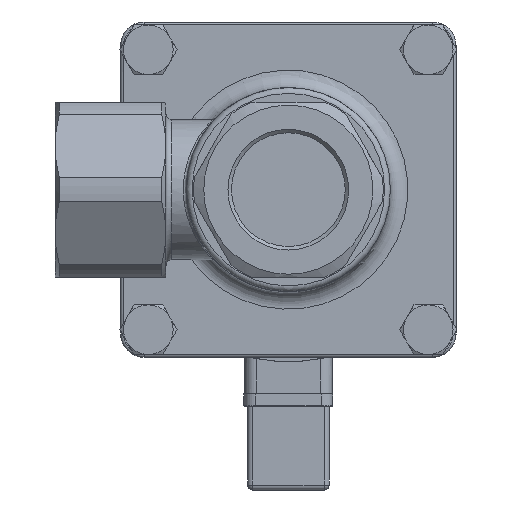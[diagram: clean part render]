
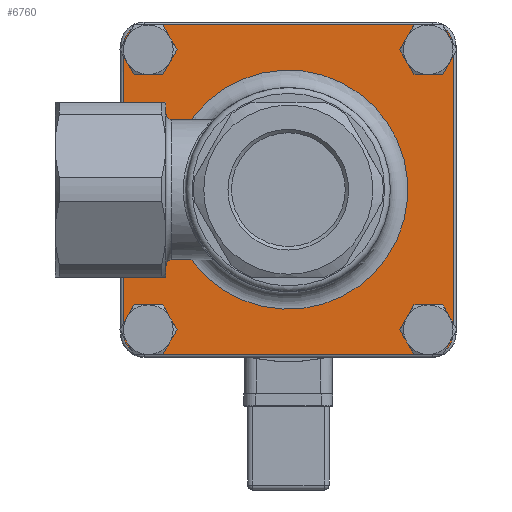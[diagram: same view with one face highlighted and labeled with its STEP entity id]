
A CAD part, left-side view. The second image highlights one B-rep face of the part: STEP entity #6760.
In plain terms, the highlighted planar face has unit normal (-1, 0, 0).
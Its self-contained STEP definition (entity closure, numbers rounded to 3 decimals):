
#135=(
BOUNDED_CURVE()
B_SPLINE_CURVE(2,(#10889,#10890,#10891),.UNSPECIFIED.,.F.,.F.)
B_SPLINE_CURVE_WITH_KNOTS((3,3),(9.468,9.903),
 .UNSPECIFIED.)
CURVE()
GEOMETRIC_REPRESENTATION_ITEM()
RATIONAL_B_SPLINE_CURVE((1.664,1.605,1.54))
REPRESENTATION_ITEM('')
);
#136=(
BOUNDED_CURVE()
B_SPLINE_CURVE(2,(#10893,#10894,#10895),.UNSPECIFIED.,.F.,.F.)
B_SPLINE_CURVE_WITH_KNOTS((3,3),(0.,0.328),.UNSPECIFIED.)
CURVE()
GEOMETRIC_REPRESENTATION_ITEM()
RATIONAL_B_SPLINE_CURVE((1.,1.001,1.))
REPRESENTATION_ITEM('')
);
#137=(
BOUNDED_CURVE()
B_SPLINE_CURVE(2,(#10919,#10920,#10921),.UNSPECIFIED.,.F.,.F.)
B_SPLINE_CURVE_WITH_KNOTS((3,3),(0.,0.328),.UNSPECIFIED.)
CURVE()
GEOMETRIC_REPRESENTATION_ITEM()
RATIONAL_B_SPLINE_CURVE((1.,1.001,1.))
REPRESENTATION_ITEM('')
);
#138=(
BOUNDED_CURVE()
B_SPLINE_CURVE(2,(#10922,#10923,#10924),.UNSPECIFIED.,.F.,.F.)
B_SPLINE_CURVE_WITH_KNOTS((3,3),(1.521,1.955),
 .UNSPECIFIED.)
CURVE()
GEOMETRIC_REPRESENTATION_ITEM()
RATIONAL_B_SPLINE_CURVE((1.54,1.605,1.664))
REPRESENTATION_ITEM('')
);
#441=FACE_BOUND('',#996,.T.);
#442=FACE_BOUND('',#997,.T.);
#443=FACE_BOUND('',#998,.T.);
#444=FACE_BOUND('',#999,.T.);
#570=FACE_OUTER_BOUND('',#995,.T.);
#995=EDGE_LOOP('',(#4592,#4593,#4594,#4595,#4596,#4597,#4598,#4599,#4600,
#4601,#4602,#4603,#4604,#4605,#4606,#4607,#4608,#4609,#4610,#4611));
#996=EDGE_LOOP('',(#4612));
#997=EDGE_LOOP('',(#4613));
#998=EDGE_LOOP('',(#4614));
#999=EDGE_LOOP('',(#4615));
#1403=LINE('',#10492,#1837);
#1406=LINE('',#10522,#1840);
#1408=LINE('',#10528,#1842);
#1410=LINE('',#10567,#1844);
#1424=LINE('',#10897,#1858);
#1425=LINE('',#10899,#1859);
#1426=LINE('',#10903,#1860);
#1427=LINE('',#10907,#1861);
#1428=LINE('',#10911,#1862);
#1429=LINE('',#10915,#1863);
#1430=LINE('',#10917,#1864);
#1837=VECTOR('',#8297,10.);
#1840=VECTOR('',#8308,10.);
#1842=VECTOR('',#8314,10.);
#1844=VECTOR('',#8320,10.);
#1858=VECTOR('',#8428,10.);
#1859=VECTOR('',#8429,10.);
#1860=VECTOR('',#8432,10.);
#1861=VECTOR('',#8435,10.);
#1862=VECTOR('',#8438,10.);
#1863=VECTOR('',#8441,10.);
#1864=VECTOR('',#8442,10.);
#2330=CIRCLE('',#7325,41.);
#2331=CIRCLE('',#7326,7.);
#2332=CIRCLE('',#7327,7.);
#2333=CIRCLE('',#7328,7.);
#2334=CIRCLE('',#7329,7.);
#2335=CIRCLE('',#7330,7.8);
#2336=CIRCLE('',#7331,7.8);
#2337=CIRCLE('',#7332,7.8);
#2338=CIRCLE('',#7333,7.8);
#2669=VERTEX_POINT('',#10369);
#2673=VERTEX_POINT('',#10461);
#2675=VERTEX_POINT('',#10491);
#2678=VERTEX_POINT('',#10511);
#2680=VERTEX_POINT('',#10526);
#2684=VERTEX_POINT('',#10566);
#2722=VERTEX_POINT('',#10888);
#2723=VERTEX_POINT('',#10892);
#2724=VERTEX_POINT('',#10896);
#2725=VERTEX_POINT('',#10898);
#2726=VERTEX_POINT('',#10900);
#2727=VERTEX_POINT('',#10902);
#2728=VERTEX_POINT('',#10904);
#2729=VERTEX_POINT('',#10906);
#2730=VERTEX_POINT('',#10908);
#2731=VERTEX_POINT('',#10910);
#2732=VERTEX_POINT('',#10912);
#2733=VERTEX_POINT('',#10914);
#2734=VERTEX_POINT('',#10916);
#2735=VERTEX_POINT('',#10918);
#2736=VERTEX_POINT('',#10925);
#2737=VERTEX_POINT('',#10927);
#2738=VERTEX_POINT('',#10929);
#2739=VERTEX_POINT('',#10931);
#3351=EDGE_CURVE('',#2673,#2675,#1403,.T.);
#3358=EDGE_CURVE('',#2678,#2669,#1406,.T.);
#3361=EDGE_CURVE('',#2680,#2673,#1408,.T.);
#3366=EDGE_CURVE('',#2669,#2684,#1410,.T.);
#3419=EDGE_CURVE('',#2684,#2680,#2330,.T.);
#3420=EDGE_CURVE('',#2678,#2722,#135,.T.);
#3421=EDGE_CURVE('',#2722,#2723,#136,.T.);
#3422=EDGE_CURVE('',#2724,#2723,#1424,.T.);
#3423=EDGE_CURVE('',#2725,#2724,#1425,.T.);
#3424=EDGE_CURVE('',#2726,#2725,#2331,.T.);
#3425=EDGE_CURVE('',#2727,#2726,#1426,.T.);
#3426=EDGE_CURVE('',#2728,#2727,#2332,.T.);
#3427=EDGE_CURVE('',#2729,#2728,#1427,.T.);
#3428=EDGE_CURVE('',#2730,#2729,#2333,.T.);
#3429=EDGE_CURVE('',#2731,#2730,#1428,.T.);
#3430=EDGE_CURVE('',#2732,#2731,#2334,.T.);
#3431=EDGE_CURVE('',#2733,#2732,#1429,.T.);
#3432=EDGE_CURVE('',#2734,#2733,#1430,.T.);
#3433=EDGE_CURVE('',#2734,#2735,#137,.T.);
#3434=EDGE_CURVE('',#2735,#2675,#138,.T.);
#3435=EDGE_CURVE('',#2736,#2736,#2335,.T.);
#3436=EDGE_CURVE('',#2737,#2737,#2336,.T.);
#3437=EDGE_CURVE('',#2738,#2738,#2337,.T.);
#3438=EDGE_CURVE('',#2739,#2739,#2338,.T.);
#4592=ORIENTED_EDGE('',*,*,#3351,.F.);
#4593=ORIENTED_EDGE('',*,*,#3361,.F.);
#4594=ORIENTED_EDGE('',*,*,#3419,.F.);
#4595=ORIENTED_EDGE('',*,*,#3366,.F.);
#4596=ORIENTED_EDGE('',*,*,#3358,.F.);
#4597=ORIENTED_EDGE('',*,*,#3420,.T.);
#4598=ORIENTED_EDGE('',*,*,#3421,.T.);
#4599=ORIENTED_EDGE('',*,*,#3422,.F.);
#4600=ORIENTED_EDGE('',*,*,#3423,.F.);
#4601=ORIENTED_EDGE('',*,*,#3424,.F.);
#4602=ORIENTED_EDGE('',*,*,#3425,.F.);
#4603=ORIENTED_EDGE('',*,*,#3426,.F.);
#4604=ORIENTED_EDGE('',*,*,#3427,.F.);
#4605=ORIENTED_EDGE('',*,*,#3428,.F.);
#4606=ORIENTED_EDGE('',*,*,#3429,.F.);
#4607=ORIENTED_EDGE('',*,*,#3430,.F.);
#4608=ORIENTED_EDGE('',*,*,#3431,.F.);
#4609=ORIENTED_EDGE('',*,*,#3432,.F.);
#4610=ORIENTED_EDGE('',*,*,#3433,.T.);
#4611=ORIENTED_EDGE('',*,*,#3434,.T.);
#4612=ORIENTED_EDGE('',*,*,#3435,.T.);
#4613=ORIENTED_EDGE('',*,*,#3436,.T.);
#4614=ORIENTED_EDGE('',*,*,#3437,.T.);
#4615=ORIENTED_EDGE('',*,*,#3438,.T.);
#6101=PLANE('',#7324);
#6760=ADVANCED_FACE('',(#570,#441,#442,#443,#444),#6101,.T.);
#7324=AXIS2_PLACEMENT_3D('',#10886,#8424,#8425);
#7325=AXIS2_PLACEMENT_3D('',#10887,#8426,#8427);
#7326=AXIS2_PLACEMENT_3D('',#10901,#8430,#8431);
#7327=AXIS2_PLACEMENT_3D('',#10905,#8433,#8434);
#7328=AXIS2_PLACEMENT_3D('',#10909,#8436,#8437);
#7329=AXIS2_PLACEMENT_3D('',#10913,#8439,#8440);
#7330=AXIS2_PLACEMENT_3D('',#10926,#8443,#8444);
#7331=AXIS2_PLACEMENT_3D('',#10928,#8445,#8446);
#7332=AXIS2_PLACEMENT_3D('',#10930,#8447,#8448);
#7333=AXIS2_PLACEMENT_3D('',#10932,#8449,#8450);
#8297=DIRECTION('',(0.,0.,1.));
#8308=DIRECTION('',(0.,0.,1.));
#8314=DIRECTION('',(0.,1.,0.));
#8320=DIRECTION('',(0.,-1.,0.));
#8424=DIRECTION('center_axis',(-1.,0.,0.));
#8425=DIRECTION('ref_axis',(0.,0.,1.));
#8426=DIRECTION('center_axis',(-1.,0.,0.));
#8427=DIRECTION('ref_axis',(0.,-1.,0.));
#8428=DIRECTION('',(0.,-1.,0.));
#8429=DIRECTION('',(0.,0.,1.));
#8430=DIRECTION('center_axis',(1.,0.,0.));
#8431=DIRECTION('ref_axis',(0.,0.707,-0.707));
#8432=DIRECTION('',(0.,1.,0.));
#8433=DIRECTION('center_axis',(1.,0.,0.));
#8434=DIRECTION('ref_axis',(0.,-0.707,-0.707));
#8435=DIRECTION('',(0.,0.,-1.));
#8436=DIRECTION('center_axis',(1.,0.,0.));
#8437=DIRECTION('ref_axis',(0.,-0.707,0.707));
#8438=DIRECTION('',(0.,-1.,0.));
#8439=DIRECTION('center_axis',(1.,0.,0.));
#8440=DIRECTION('ref_axis',(0.,0.707,0.707));
#8441=DIRECTION('',(0.,0.,1.));
#8442=DIRECTION('',(0.,1.,0.));
#8443=DIRECTION('center_axis',(1.,0.,0.));
#8444=DIRECTION('ref_axis',(0.,0.5,0.866));
#8445=DIRECTION('center_axis',(1.,0.,0.));
#8446=DIRECTION('ref_axis',(0.,0.5,0.866));
#8447=DIRECTION('center_axis',(1.,0.,0.));
#8448=DIRECTION('ref_axis',(0.,0.5,0.866));
#8449=DIRECTION('center_axis',(1.,0.,0.));
#8450=DIRECTION('ref_axis',(0.,0.5,0.866));
#10369=CARTESIAN_POINT('',(66.,40.,-19.615));
#10461=CARTESIAN_POINT('',(66.,40.,19.615));
#10491=CARTESIAN_POINT('',(66.,40.,20.782));
#10492=CARTESIAN_POINT('',(66.,40.,0.));
#10511=CARTESIAN_POINT('',(66.,40.,-20.782));
#10522=CARTESIAN_POINT('',(66.,40.,0.));
#10526=CARTESIAN_POINT('',(66.,36.003,19.615));
#10528=CARTESIAN_POINT('',(66.,21.,19.615));
#10566=CARTESIAN_POINT('',(66.,36.003,-19.615));
#10567=CARTESIAN_POINT('',(66.,21.,-19.615));
#10886=CARTESIAN_POINT('Origin',(66.,67.5,0.));
#10887=CARTESIAN_POINT('Origin',(66.,0.,0.));
#10888=CARTESIAN_POINT('',(66.,42.,-25.055));
#10889=CARTESIAN_POINT('Ctrl Pts',(66.,40.,-20.782));
#10890=CARTESIAN_POINT('Ctrl Pts',(66.,40.907,-22.788));
#10891=CARTESIAN_POINT('Ctrl Pts',(66.,42.,-25.055));
#10892=CARTESIAN_POINT('',(66.,43.443,-28.));
#10893=CARTESIAN_POINT('Ctrl Pts',(66.,42.,-25.055));
#10894=CARTESIAN_POINT('Ctrl Pts',(66.,42.682,-26.469));
#10895=CARTESIAN_POINT('Ctrl Pts',(66.,43.443,-28.));
#10896=CARTESIAN_POINT('',(66.,56.5,-28.));
#10897=CARTESIAN_POINT('',(66.,61.,-28.));
#10898=CARTESIAN_POINT('',(66.,56.5,-49.5));
#10899=CARTESIAN_POINT('',(66.,56.5,28.75));
#10900=CARTESIAN_POINT('',(66.,49.5,-56.5));
#10901=CARTESIAN_POINT('Origin',(66.,49.5,-49.5));
#10902=CARTESIAN_POINT('',(66.,-49.5,-56.5));
#10903=CARTESIAN_POINT('',(66.,62.5,-56.5));
#10904=CARTESIAN_POINT('',(66.,-56.5,-49.5));
#10905=CARTESIAN_POINT('Origin',(66.,-49.5,-49.5));
#10906=CARTESIAN_POINT('',(66.,-56.5,49.5));
#10907=CARTESIAN_POINT('',(66.,-56.5,-28.75));
#10908=CARTESIAN_POINT('',(66.,-49.5,56.5));
#10909=CARTESIAN_POINT('Origin',(66.,-49.5,49.5));
#10910=CARTESIAN_POINT('',(66.,49.5,56.5));
#10911=CARTESIAN_POINT('',(66.,5.,56.5));
#10912=CARTESIAN_POINT('',(66.,56.5,49.5));
#10913=CARTESIAN_POINT('Origin',(66.,49.5,49.5));
#10914=CARTESIAN_POINT('',(66.,56.5,28.));
#10915=CARTESIAN_POINT('',(66.,56.5,28.75));
#10916=CARTESIAN_POINT('',(66.,43.443,28.));
#10917=CARTESIAN_POINT('',(66.,61.,28.));
#10918=CARTESIAN_POINT('',(66.,42.,25.055));
#10919=CARTESIAN_POINT('Ctrl Pts',(66.,43.443,28.));
#10920=CARTESIAN_POINT('Ctrl Pts',(66.,42.682,26.469));
#10921=CARTESIAN_POINT('Ctrl Pts',(66.,42.,25.055));
#10922=CARTESIAN_POINT('Ctrl Pts',(66.,42.,25.055));
#10923=CARTESIAN_POINT('Ctrl Pts',(66.,40.907,22.788));
#10924=CARTESIAN_POINT('Ctrl Pts',(66.,40.,20.782));
#10925=CARTESIAN_POINT('',(66.,-51.9,41.245));
#10926=CARTESIAN_POINT('Origin',(66.,-48.,48.));
#10927=CARTESIAN_POINT('',(66.,-51.9,-54.755));
#10928=CARTESIAN_POINT('Origin',(66.,-48.,-48.));
#10929=CARTESIAN_POINT('',(66.,44.1,41.245));
#10930=CARTESIAN_POINT('Origin',(66.,48.,48.));
#10931=CARTESIAN_POINT('',(66.,44.1,-54.755));
#10932=CARTESIAN_POINT('Origin',(66.,48.,-48.));
